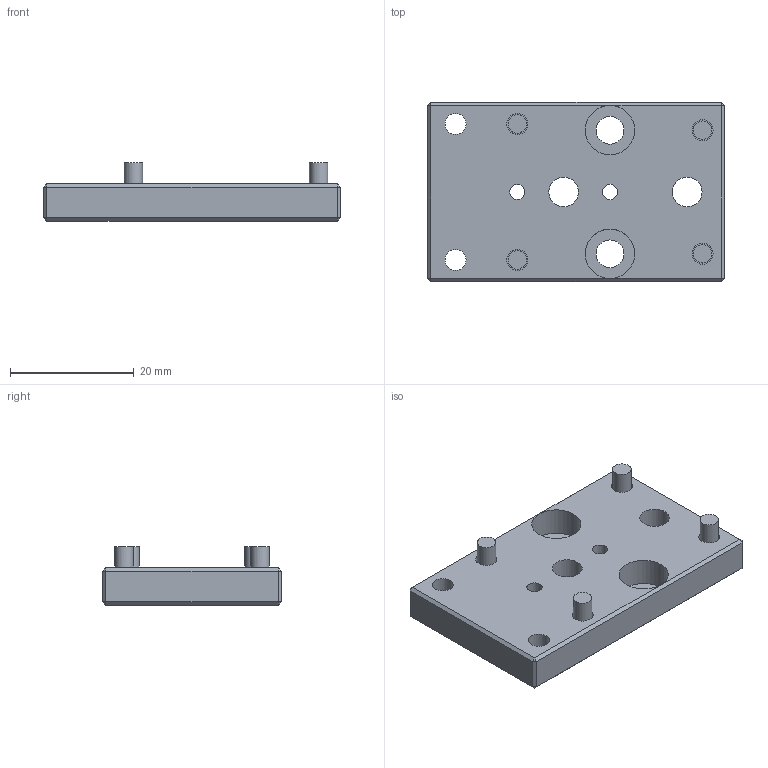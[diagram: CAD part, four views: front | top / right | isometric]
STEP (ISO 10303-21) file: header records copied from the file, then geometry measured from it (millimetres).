
FILE_DESCRIPTION( ( 'Unknown' ), '1' );
FILE_NAME( '11165173.stp', 'Unknown', ( 'Unknown' ), ( 'Unknown' ), 'PSStep 19.0.9', 'Unknown', ' ' );
FILE_SCHEMA( ( 'AUTOMOTIVE_DESIGN { 1 0 10303 214 1 1 1 1 }' ) );
Length unit declared in the file: millimetre
Products named in the file (3): Assem1; 11157853; 11035057
Assembly tree (5 placements, depth 2):
  Assem1
    11157853
    11035057  x4
Bounding box: 48 x 29 x 9.4 mm (x, y, z)
Volume: 7241.9 mm3; surface area: 5094.3 mm2
Topology: 5 solids, 5 shells, 106 faces, 235 edges, 147 vertices
Faces by surface type: plane 74, cylinder 28, torus 4
Full cylindrical faces by diameter (mm): 2.459 x2, 3 x4, 3.4 x6, 4.5 x2, 4.793 x2, 5.5 x4, 6 x6, 8 x2
Entity records: 2300 total; most frequent: DIRECTION 310, CARTESIAN_POINT 273, ORIENTED_EDGE 238, EDGE_CURVE 119, AXIS2_PLACEMENT_3D 118, EDGE_LOOP 116, FACE_OUTER_BOUND 90, VERTEX_POINT 81
